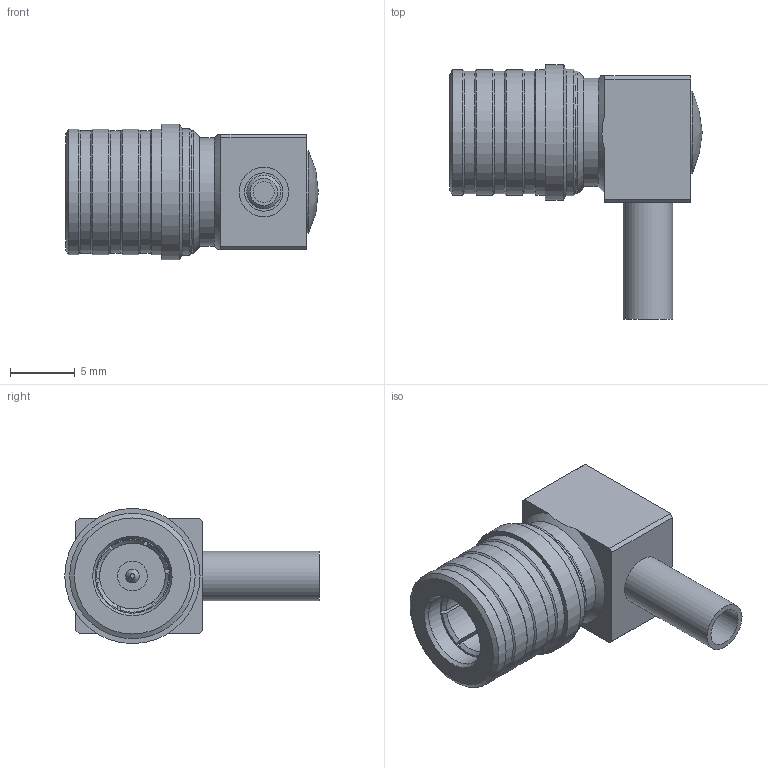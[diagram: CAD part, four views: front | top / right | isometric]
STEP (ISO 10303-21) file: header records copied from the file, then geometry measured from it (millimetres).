
FILE_DESCRIPTION (( 'STEP AP203' ), '1' );
FILE_NAME ('PE45284_3D.step', '2021-05-18T18:37:43', ( '' ), ( '' ), 'SwSTEP 2.0', 'SolidWorks 2020', '' );
FILE_SCHEMA (( 'CONFIG_CONTROL_DESIGN' ));
Length unit declared in the file: inch
Products named in the file (1): PE45284_3D
Bounding box: 19.44 x 19.58 x 10.41 mm (x, y, z)
Volume: 1190.4 mm3; surface area: 1668.4 mm2
Topology: 2 solids, 2 shells, 103 faces, 267 edges, 169 vertices
Faces by surface type: plane 51, cylinder 26, cone 25, sphere 1
Full cylindrical faces by diameter (mm): 1.056 x1, 1.61 x1, 2.299 x1, 2.616 x1, 2.946 x1, 3.81 x1, 5.061 x1, 5.728 x1, 5.905 x1, 6.234 x1, 6.35 x1, 6.743 x1, 6.985 x1, 7.473 x1, 8.328 x1, 8.404 x1, 9.398 x1, 9.422 x3, 9.654 x4, 9.731 x1, 10.41 x1
Entity records: 3038 total; most frequent: CARTESIAN_POINT 618, DIRECTION 483, ORIENTED_EDGE 434, EDGE_CURVE 217, AXIS2_PLACEMENT_3D 195, VERTEX_POINT 164, EDGE_LOOP 163, FACE_OUTER_BOUND 129
